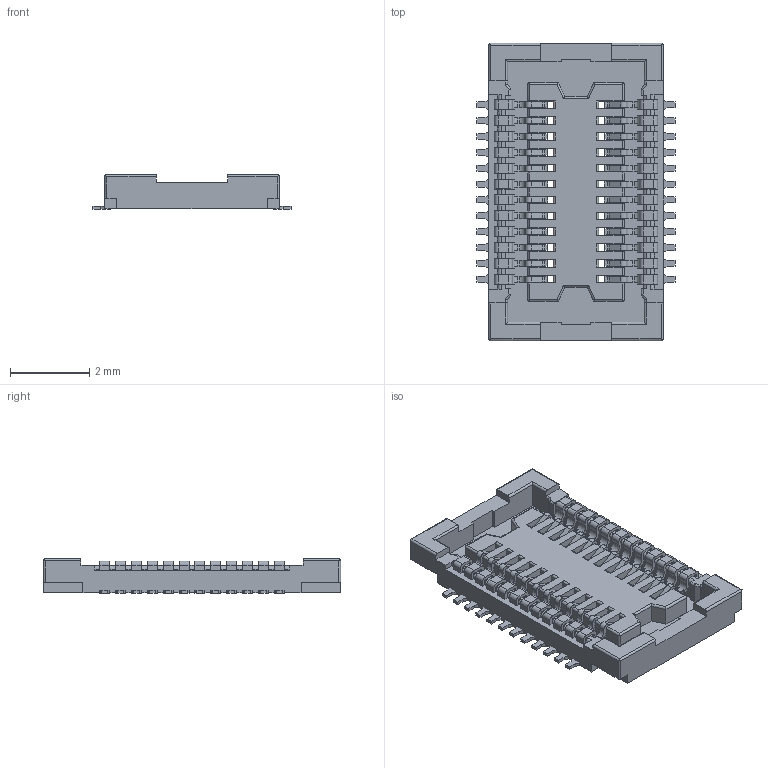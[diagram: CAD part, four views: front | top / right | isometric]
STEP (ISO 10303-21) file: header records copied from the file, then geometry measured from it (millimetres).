
FILE_DESCRIPTION(/* description */ ('Unknown'),/* implementation_level */ '2;1');
FILE_NAME(/* name */ 'J_Wurth_WR-BTB_658410821024',/* time_stamp */ '2025-05-22T16:20:26+08:00',/* author */ ('Unknown'),/* organization */ ('Unknown'),/* preprocessor_version */ 'ST-DEVELOPER v19.4',/* originating_system */ 'Solid Edge',/* authorisation */ 'Unknown');
FILE_SCHEMA (('AUTOMOTIVE_DESIGN {1 0 10303 214 3 1 1}'));
Length unit declared in the file: millimetre
Products named in the file (2): J_Wurth_WR-BTB_658410821024
Assembly tree (1 placements, depth 2):
  J_Wurth_WR-BTB_658410821024
    J_Wurth_WR-BTB_658410821024
Bounding box: 5 x 7.5 x 0.87 mm (x, y, z)
Volume: 16 mm3; surface area: 170.6 mm2
Topology: 25 solids, 25 shells, 1527 faces, 4624 edges, 3076 vertices
Faces by surface type: plane 995, cylinder 532
Entity records: 52248 total; most frequent: ORIENTED_EDGE 9248, CARTESIAN_POINT 9229, DIRECTION 8870, EDGE_CURVE 4624, LINE 3436, VECTOR 3436, VERTEX_POINT 3076, AXIS2_PLACEMENT_3D 2717
